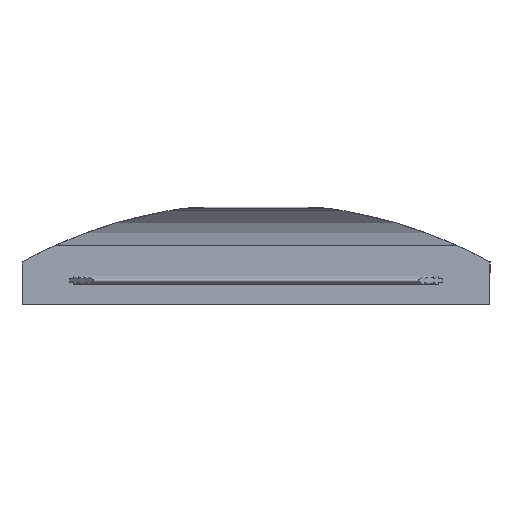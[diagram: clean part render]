
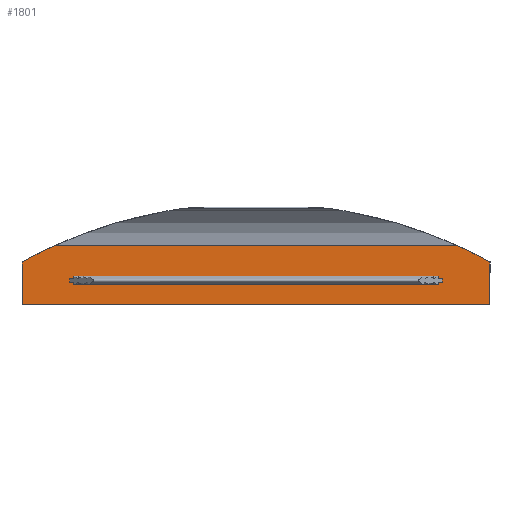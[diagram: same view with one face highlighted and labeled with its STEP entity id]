
A CAD part, front view. The second image highlights one B-rep face of the part: STEP entity #1801.
In plain terms, the highlighted planar face has unit normal (0, -1, 0).
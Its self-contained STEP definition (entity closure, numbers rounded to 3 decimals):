
#20 = PLANE ( 'NONE',  #77 ) ;
#76 = CIRCLE ( 'NONE', #789, 200. ) ;
#77 = AXIS2_PLACEMENT_3D ( 'NONE', #155, #1509, #1653 ) ;
#79 = EDGE_LOOP ( 'NONE', ( #863, #924, #1592, #1142, #1435, #1620 ) ) ;
#107 = CARTESIAN_POINT ( 'NONE',  ( -78., 10., 5. ) ) ;
#128 = EDGE_CURVE ( 'NONE', #1422, #929, #1724, .T. ) ;
#131 = DIRECTION ( 'NONE',  ( 0., 0., 1. ) ) ;
#155 = CARTESIAN_POINT ( 'NONE',  ( 98., 10., -0.7 ) ) ;
#167 = EDGE_CURVE ( 'NONE', #1364, #950, #814, .T. ) ;
#170 = VECTOR ( 'NONE', #1335, 1000. ) ;
#184 = ORIENTED_EDGE ( 'NONE', *, *, #215, .F. ) ;
#215 = EDGE_CURVE ( 'NONE', #1364, #1429, #646, .T. ) ;
#270 = LINE ( 'NONE', #107, #1185 ) ;
#284 = CARTESIAN_POINT ( 'NONE',  ( 2.032, 10., -167.721 ) ) ;
#288 = CARTESIAN_POINT ( 'NONE',  ( -98., 10., 7.75 ) ) ;
#300 = CARTESIAN_POINT ( 'NONE',  ( 98., 10., -0.7 ) ) ;
#304 = CARTESIAN_POINT ( 'NONE',  ( 98., 10., 14.55 ) ) ;
#356 = CARTESIAN_POINT ( 'NONE',  ( 98., 10., 0.7 ) ) ;
#373 = EDGE_CURVE ( 'NONE', #1429, #1616, #270, .T. ) ;
#445 = EDGE_LOOP ( 'NONE', ( #184, #1084, #1123, #778 ) ) ;
#459 = CARTESIAN_POINT ( 'NONE',  ( -2.032, 10., -167.721 ) ) ;
#501 = EDGE_CURVE ( 'NONE', #618, #1191, #76, .T. ) ;
#511 = EDGE_CURVE ( 'NONE', #1422, #618, #1229, .T. ) ;
#552 = CARTESIAN_POINT ( 'NONE',  ( 98., 10., -10.25 ) ) ;
#556 = DIRECTION ( 'NONE',  ( 0., 0., -1. ) ) ;
#600 = LINE ( 'NONE', #1921, #1841 ) ;
#618 = VERTEX_POINT ( 'NONE', #640 ) ;
#640 = CARTESIAN_POINT ( 'NONE',  ( -84.356, 10., 14.55 ) ) ;
#646 = LINE ( 'NONE', #356, #1755 ) ;
#663 = DIRECTION ( 'NONE',  ( -1., 0., 0. ) ) ;
#778 = ORIENTED_EDGE ( 'NONE', *, *, #373, .F. ) ;
#789 = AXIS2_PLACEMENT_3D ( 'NONE', #459, #1080, #928 ) ;
#802 = EDGE_CURVE ( 'NONE', #1847, #1369, #1881, .T. ) ;
#814 = LINE ( 'NONE', #935, #1474 ) ;
#861 = CARTESIAN_POINT ( 'NONE',  ( 78., 10., 0.7 ) ) ;
#863 = ORIENTED_EDGE ( 'NONE', *, *, #511, .T. ) ;
#896 = FACE_OUTER_BOUND ( 'NONE', #79, .T. ) ;
#916 = CARTESIAN_POINT ( 'NONE',  ( 84.356, 10., 14.55 ) ) ;
#924 = ORIENTED_EDGE ( 'NONE', *, *, #501, .T. ) ;
#928 = DIRECTION ( 'NONE',  ( 0., 0., 1. ) ) ;
#929 = VERTEX_POINT ( 'NONE', #1481 ) ;
#935 = CARTESIAN_POINT ( 'NONE',  ( 78., 10., 5. ) ) ;
#950 = VERTEX_POINT ( 'NONE', #1247 ) ;
#986 = CARTESIAN_POINT ( 'NONE',  ( -98., 10., -10.25 ) ) ;
#1014 = AXIS2_PLACEMENT_3D ( 'NONE', #284, #1464, #131 ) ;
#1034 = DIRECTION ( 'NONE',  ( -1., 0., 0. ) ) ;
#1052 = CARTESIAN_POINT ( 'NONE',  ( 98., 10., -10.25 ) ) ;
#1080 = DIRECTION ( 'NONE',  ( 0., -1., 0. ) ) ;
#1084 = ORIENTED_EDGE ( 'NONE', *, *, #167, .T. ) ;
#1104 = CARTESIAN_POINT ( 'NONE',  ( -78., 10., -0.7 ) ) ;
#1123 = ORIENTED_EDGE ( 'NONE', *, *, #1456, .T. ) ;
#1141 = CARTESIAN_POINT ( 'NONE',  ( -98., 10., 0.7 ) ) ;
#1142 = ORIENTED_EDGE ( 'NONE', *, *, #802, .F. ) ;
#1185 = VECTOR ( 'NONE', #1327, 1000. ) ;
#1191 = VERTEX_POINT ( 'NONE', #288 ) ;
#1194 = VECTOR ( 'NONE', #1591, 1000. ) ;
#1213 = LINE ( 'NONE', #300, #1687 ) ;
#1229 = LINE ( 'NONE', #304, #170 ) ;
#1247 = CARTESIAN_POINT ( 'NONE',  ( 78., 10., -0.7 ) ) ;
#1327 = DIRECTION ( 'NONE',  ( 0., 0., -1. ) ) ;
#1335 = DIRECTION ( 'NONE',  ( -1., 0., 0. ) ) ;
#1364 = VERTEX_POINT ( 'NONE', #861 ) ;
#1368 = CARTESIAN_POINT ( 'NONE',  ( -78., 10., 0.7 ) ) ;
#1369 = VERTEX_POINT ( 'NONE', #986 ) ;
#1407 = DIRECTION ( 'NONE',  ( 0., 0., -1. ) ) ;
#1422 = VERTEX_POINT ( 'NONE', #916 ) ;
#1429 = VERTEX_POINT ( 'NONE', #1368 ) ;
#1435 = ORIENTED_EDGE ( 'NONE', *, *, #1505, .F. ) ;
#1452 = LINE ( 'NONE', #1141, #1813 ) ;
#1456 = EDGE_CURVE ( 'NONE', #950, #1616, #600, .T. ) ;
#1464 = DIRECTION ( 'NONE',  ( 0., 1., 0. ) ) ;
#1474 = VECTOR ( 'NONE', #1407, 1000. ) ;
#1481 = CARTESIAN_POINT ( 'NONE',  ( 98., 10., 7.75 ) ) ;
#1505 = EDGE_CURVE ( 'NONE', #929, #1847, #1213, .T. ) ;
#1509 = DIRECTION ( 'NONE',  ( 0., 1., 0. ) ) ;
#1591 = DIRECTION ( 'NONE',  ( -1., 0., 0. ) ) ;
#1592 = ORIENTED_EDGE ( 'NONE', *, *, #1691, .T. ) ;
#1616 = VERTEX_POINT ( 'NONE', #1104 ) ;
#1620 = ORIENTED_EDGE ( 'NONE', *, *, #128, .F. ) ;
#1653 = DIRECTION ( 'NONE',  ( 0., 0., 1. ) ) ;
#1687 = VECTOR ( 'NONE', #1799, 1000. ) ;
#1691 = EDGE_CURVE ( 'NONE', #1191, #1369, #1452, .T. ) ;
#1724 = CIRCLE ( 'NONE', #1014, 200. ) ;
#1755 = VECTOR ( 'NONE', #663, 1000. ) ;
#1798 = FACE_BOUND ( 'NONE', #445, .T. ) ;
#1799 = DIRECTION ( 'NONE',  ( 0., 0., -1. ) ) ;
#1801 = ADVANCED_FACE ( 'NONE', ( #1798, #896 ), #20, .F. ) ;
#1813 = VECTOR ( 'NONE', #556, 1000. ) ;
#1841 = VECTOR ( 'NONE', #1034, 1000. ) ;
#1847 = VERTEX_POINT ( 'NONE', #1052 ) ;
#1881 = LINE ( 'NONE', #552, #1194 ) ;
#1921 = CARTESIAN_POINT ( 'NONE',  ( 98., 10., -0.7 ) ) ;
